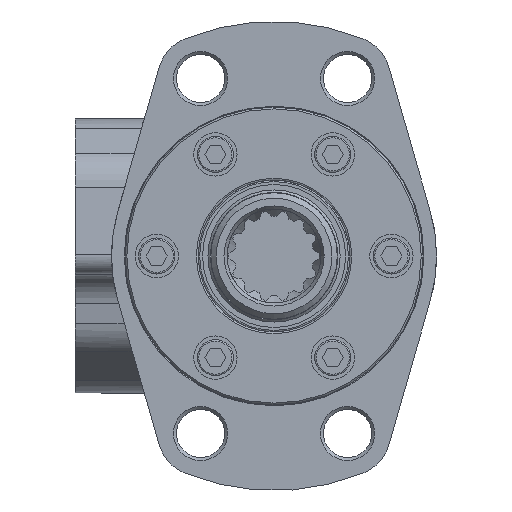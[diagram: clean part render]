
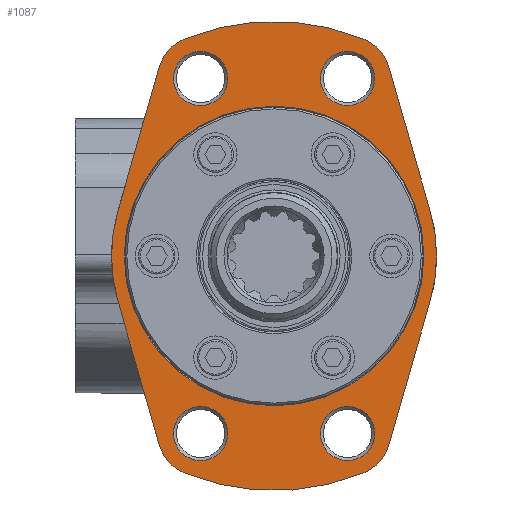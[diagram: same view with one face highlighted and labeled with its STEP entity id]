
A CAD part, left-side view. The second image highlights one B-rep face of the part: STEP entity #1087.
In plain terms, the highlighted planar face has unit normal (-1, 0, 0).
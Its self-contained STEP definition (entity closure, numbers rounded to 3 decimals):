
#1087 = ADVANCED_FACE( '', ( #2365, #2366, #2367, #2368, #2369, #2370 ), #2371, .F. );
#2365 = FACE_BOUND( '', #3894, .T. );
#2366 = FACE_BOUND( '', #3895, .T. );
#2367 = FACE_BOUND( '', #3896, .T. );
#2368 = FACE_BOUND( '', #3897, .T. );
#2369 = FACE_BOUND( '', #3898, .T. );
#2370 = FACE_OUTER_BOUND( '', #3899, .T. );
#2371 = PLANE( '', #3900 );
#3894 = EDGE_LOOP( '', ( #6550 ) );
#3895 = EDGE_LOOP( '', ( #6551 ) );
#3896 = EDGE_LOOP( '', ( #6552 ) );
#3897 = EDGE_LOOP( '', ( #6553 ) );
#3898 = EDGE_LOOP( '', ( #6554 ) );
#3899 = EDGE_LOOP( '', ( #6555, #6556, #6557, #6558, #6559, #6560, #6561, #6562, #6563, #6564, #6565, #6566 ) );
#3900 = AXIS2_PLACEMENT_3D( '', #6567, #6568, #6569 );
#6550 = ORIENTED_EDGE( '', *, *, #9293, .T. );
#6551 = ORIENTED_EDGE( '', *, *, #8361, .T. );
#6552 = ORIENTED_EDGE( '', *, *, #8876, .T. );
#6553 = ORIENTED_EDGE( '', *, *, #8741, .T. );
#6554 = ORIENTED_EDGE( '', *, *, #9294, .T. );
#6555 = ORIENTED_EDGE( '', *, *, #9295, .F. );
#6556 = ORIENTED_EDGE( '', *, *, #9127, .F. );
#6557 = ORIENTED_EDGE( '', *, *, #8722, .F. );
#6558 = ORIENTED_EDGE( '', *, *, #9296, .F. );
#6559 = ORIENTED_EDGE( '', *, *, #9297, .F. );
#6560 = ORIENTED_EDGE( '', *, *, #9105, .F. );
#6561 = ORIENTED_EDGE( '', *, *, #9232, .F. );
#6562 = ORIENTED_EDGE( '', *, *, #9298, .F. );
#6563 = ORIENTED_EDGE( '', *, *, #9299, .F. );
#6564 = ORIENTED_EDGE( '', *, *, #9300, .F. );
#6565 = ORIENTED_EDGE( '', *, *, #8493, .F. );
#6566 = ORIENTED_EDGE( '', *, *, #8594, .F. );
#6567 = CARTESIAN_POINT( '', ( 0., 0., 0. ) );
#6568 = DIRECTION( '', ( 1., 0., 0. ) );
#6569 = DIRECTION( '', ( 0., 0., -1. ) );
#8361 = EDGE_CURVE( '', #9798, #9798, #9799, .T. );
#8493 = EDGE_CURVE( '', #10031, #10032, #10033, .T. );
#8594 = EDGE_CURVE( '', #10200, #10031, #10201, .T. );
#8722 = EDGE_CURVE( '', #10408, #10410, #10411, .T. );
#8741 = EDGE_CURVE( '', #10440, #10440, #10441, .T. );
#8876 = EDGE_CURVE( '', #10648, #10648, #10649, .T. );
#9105 = EDGE_CURVE( '', #10993, #10994, #10995, .T. );
#9127 = EDGE_CURVE( '', #10410, #11025, #11026, .T. );
#9232 = EDGE_CURVE( '', #11175, #10993, #11176, .T. );
#9293 = EDGE_CURVE( '', #11260, #11260, #11261, .T. );
#9294 = EDGE_CURVE( '', #11262, #11262, #11263, .T. );
#9295 = EDGE_CURVE( '', #11025, #10200, #11264, .T. );
#9296 = EDGE_CURVE( '', #11265, #10408, #11266, .T. );
#9297 = EDGE_CURVE( '', #10994, #11265, #11267, .T. );
#9298 = EDGE_CURVE( '', #11268, #11175, #11269, .T. );
#9299 = EDGE_CURVE( '', #11270, #11268, #11271, .T. );
#9300 = EDGE_CURVE( '', #10032, #11270, #11272, .T. );
#9798 = VERTEX_POINT( '', #11896 );
#9799 = CIRCLE( '', #11897, 7.505 );
#10031 = VERTEX_POINT( '', #12474 );
#10032 = VERTEX_POINT( '', #12475 );
#10033 = CIRCLE( '', #12476, 12. );
#10200 = VERTEX_POINT( '', #12734 );
#10201 = CIRCLE( '', #12735, 65. );
#10408 = VERTEX_POINT( '', #13118 );
#10410 = VERTEX_POINT( '', #13121 );
#10411 = CIRCLE( '', #13122, 45. );
#10440 = VERTEX_POINT( '', #13178 );
#10441 = CIRCLE( '', #13179, 7.505 );
#10648 = VERTEX_POINT( '', #13520 );
#10649 = CIRCLE( '', #13521, 7.505 );
#10993 = VERTEX_POINT( '', #14149 );
#10994 = VERTEX_POINT( '', #14150 );
#10995 = CIRCLE( '', #14151, 65. );
#11025 = VERTEX_POINT( '', #14223 );
#11026 = LINE( '', #14224, #14225 );
#11175 = VERTEX_POINT( '', #14649 );
#11176 = CIRCLE( '', #14650, 12. );
#11260 = VERTEX_POINT( '', #14803 );
#11261 = CIRCLE( '', #14804, 41.485 );
#11262 = VERTEX_POINT( '', #14805 );
#11263 = CIRCLE( '', #14806, 7.505 );
#11264 = CIRCLE( '', #14807, 12. );
#11265 = VERTEX_POINT( '', #14808 );
#11266 = LINE( '', #14809, #14810 );
#11267 = CIRCLE( '', #14811, 12. );
#11268 = VERTEX_POINT( '', #14812 );
#11269 = LINE( '', #14813, #14814 );
#11270 = VERTEX_POINT( '', #14815 );
#11271 = CIRCLE( '', #14816, 45. );
#11272 = LINE( '', #14817, #14818 );
#11896 = CARTESIAN_POINT( '', ( 0., 20.359, 41.645 ) );
#11897 = AXIS2_PLACEMENT_3D( '', #15786, #15787, #15788 );
#12474 = CARTESIAN_POINT( '', ( 0., -24.884, 60.048 ) );
#12475 = CARTESIAN_POINT( '', ( 0., -31.825, 52.27 ) );
#12476 = AXIS2_PLACEMENT_3D( '', #15946, #15947, #15948 );
#12734 = CARTESIAN_POINT( '', ( 0., 24.884, 60.048 ) );
#12735 = AXIS2_PLACEMENT_3D( '', #16076, #16077, #16078 );
#13118 = CARTESIAN_POINT( '', ( 0., 43.257, -12.404 ) );
#13121 = CARTESIAN_POINT( '', ( 0., 43.257, 12.404 ) );
#13122 = AXIS2_PLACEMENT_3D( '', #16226, #16227, #16228 );
#13178 = CARTESIAN_POINT( '', ( 0., -20.359, 41.645 ) );
#13179 = AXIS2_PLACEMENT_3D( '', #16245, #16246, #16247 );
#13520 = CARTESIAN_POINT( '', ( 0., -20.359, -56.655 ) );
#13521 = AXIS2_PLACEMENT_3D( '', #16416, #16417, #16418 );
#14149 = CARTESIAN_POINT( '', ( 0., -24.884, -60.048 ) );
#14150 = CARTESIAN_POINT( '', ( 0., 24.884, -60.048 ) );
#14151 = AXIS2_PLACEMENT_3D( '', #16665, #16666, #16667 );
#14223 = CARTESIAN_POINT( '', ( 0., 31.825, 52.27 ) );
#14224 = CARTESIAN_POINT( '', ( 0., 43.257, 12.404 ) );
#14225 = VECTOR( '', #16691, 1000. );
#14649 = CARTESIAN_POINT( '', ( 0., -31.825, -52.27 ) );
#14650 = AXIS2_PLACEMENT_3D( '', #16775, #16776, #16777 );
#14803 = CARTESIAN_POINT( '', ( 0., 0., -41.485 ) );
#14804 = AXIS2_PLACEMENT_3D( '', #16854, #16855, #16856 );
#14805 = CARTESIAN_POINT( '', ( 0., 20.359, -56.655 ) );
#14806 = AXIS2_PLACEMENT_3D( '', #16857, #16858, #16859 );
#14807 = AXIS2_PLACEMENT_3D( '', #16860, #16861, #16862 );
#14808 = CARTESIAN_POINT( '', ( 0., 31.825, -52.27 ) );
#14809 = CARTESIAN_POINT( '', ( 0., 31.825, -52.27 ) );
#14810 = VECTOR( '', #16863, 1000. );
#14811 = AXIS2_PLACEMENT_3D( '', #16864, #16865, #16866 );
#14812 = CARTESIAN_POINT( '', ( 0., -43.257, -12.404 ) );
#14813 = CARTESIAN_POINT( '', ( 0., -43.257, -12.404 ) );
#14814 = VECTOR( '', #16867, 1000. );
#14815 = CARTESIAN_POINT( '', ( 0., -43.257, 12.404 ) );
#14816 = AXIS2_PLACEMENT_3D( '', #16868, #16869, #16870 );
#14817 = CARTESIAN_POINT( '', ( 0., -31.825, 52.27 ) );
#14818 = VECTOR( '', #16871, 1000. );
#15786 = CARTESIAN_POINT( '', ( 0., 20.359, 49.15 ) );
#15787 = DIRECTION( '', ( 1., 0., 0. ) );
#15788 = DIRECTION( '', ( 0., 0., -1. ) );
#15946 = CARTESIAN_POINT( '', ( 0., -20.29, 48.962 ) );
#15947 = DIRECTION( '', ( 1., 0., 0. ) );
#15948 = DIRECTION( '', ( 0., 0., -1. ) );
#16076 = CARTESIAN_POINT( '', ( 0., 0., 0. ) );
#16077 = DIRECTION( '', ( 1., 0., 0. ) );
#16078 = DIRECTION( '', ( 0., 0., -1. ) );
#16226 = CARTESIAN_POINT( '', ( 0., 0., 0. ) );
#16227 = DIRECTION( '', ( 1., 0., 0. ) );
#16228 = DIRECTION( '', ( 0., 0., -1. ) );
#16245 = CARTESIAN_POINT( '', ( 0., -20.359, 49.15 ) );
#16246 = DIRECTION( '', ( 1., 0., 0. ) );
#16247 = DIRECTION( '', ( 0., 0., -1. ) );
#16416 = CARTESIAN_POINT( '', ( 0., -20.359, -49.15 ) );
#16417 = DIRECTION( '', ( 1., 0., 0. ) );
#16418 = DIRECTION( '', ( 0., 0., -1. ) );
#16665 = CARTESIAN_POINT( '', ( 0., 0., 0. ) );
#16666 = DIRECTION( '', ( 1., 0., 0. ) );
#16667 = DIRECTION( '', ( 0., 0., -1. ) );
#16691 = DIRECTION( '', ( 0., -0.276, 0.961 ) );
#16775 = CARTESIAN_POINT( '', ( 0., -20.29, -48.962 ) );
#16776 = DIRECTION( '', ( 1., 0., 0. ) );
#16777 = DIRECTION( '', ( 0., 0., -1. ) );
#16854 = CARTESIAN_POINT( '', ( 0., 0., 0. ) );
#16855 = DIRECTION( '', ( 1., 0., 0. ) );
#16856 = DIRECTION( '', ( 0., 0., -1. ) );
#16857 = CARTESIAN_POINT( '', ( 0., 20.359, -49.15 ) );
#16858 = DIRECTION( '', ( 1., 0., 0. ) );
#16859 = DIRECTION( '', ( 0., 0., -1. ) );
#16860 = CARTESIAN_POINT( '', ( 0., 20.29, 48.962 ) );
#16861 = DIRECTION( '', ( 1., 0., 0. ) );
#16862 = DIRECTION( '', ( 0., 0., -1. ) );
#16863 = DIRECTION( '', ( 0., 0.276, 0.961 ) );
#16864 = CARTESIAN_POINT( '', ( 0., 20.29, -48.962 ) );
#16865 = DIRECTION( '', ( 1., 0., 0. ) );
#16866 = DIRECTION( '', ( 0., 0., -1. ) );
#16867 = DIRECTION( '', ( 0., 0.276, -0.961 ) );
#16868 = CARTESIAN_POINT( '', ( 0., 0., 0. ) );
#16869 = DIRECTION( '', ( 1., 0., 0. ) );
#16870 = DIRECTION( '', ( 0., 0., -1. ) );
#16871 = DIRECTION( '', ( 0., -0.276, -0.961 ) );
